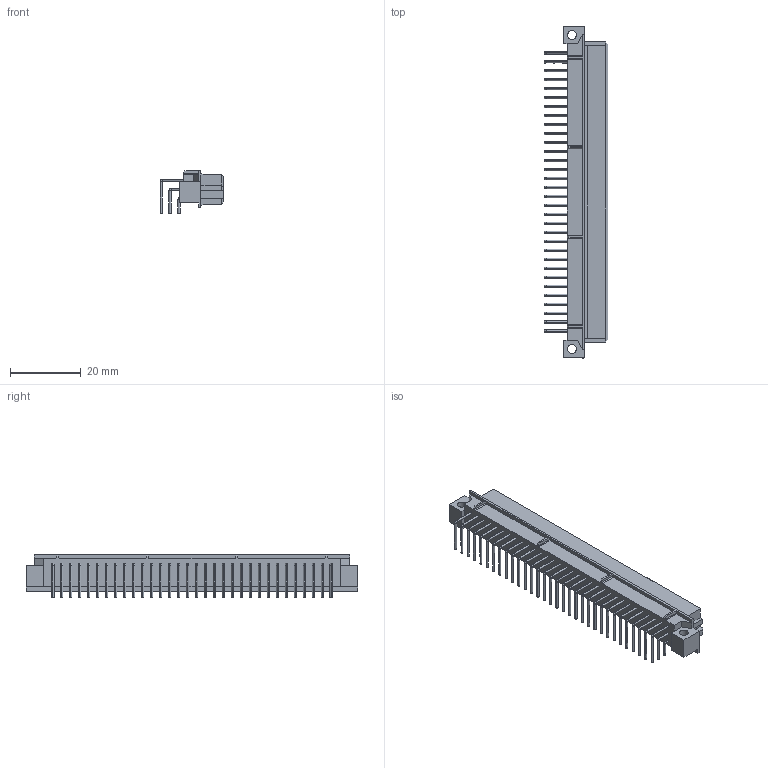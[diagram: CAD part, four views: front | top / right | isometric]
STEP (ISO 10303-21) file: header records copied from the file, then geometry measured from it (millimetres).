
FILE_DESCRIPTION((''),'2;1');
FILE_NAME('HARTING_09 73 296 6801.stp','2009-10-19T10:17:58',(''),(''),'Mechanical Desktop 2006','Mechanical Desktop 2006',', , ');
FILE_SCHEMA(('AUTOMOTIVE_DESIGN { 1 2 10303 214 0 1 1 1 }'));
Length unit declared in the file: millimetre
Products named in the file (1): Product
Bounding box: 18.12 x 94 x 12.1 mm (x, y, z)
Volume: 9031 mm3; surface area: 8038.3 mm2
Topology: 97 solids, 97 shells, 893 faces, 1736 edges, 1050 vertices
Faces by surface type: cylinder 384, plane 198, torus 192, bspline 119
Entity records: 22532 total; most frequent: CARTESIAN_POINT 4435, DIRECTION 3982, ORIENTED_EDGE 3472, AXIS2_PLACEMENT_3D 1799, EDGE_CURVE 1736, VERTEX_POINT 1050, CIRCLE 1024, EDGE_LOOP 910
